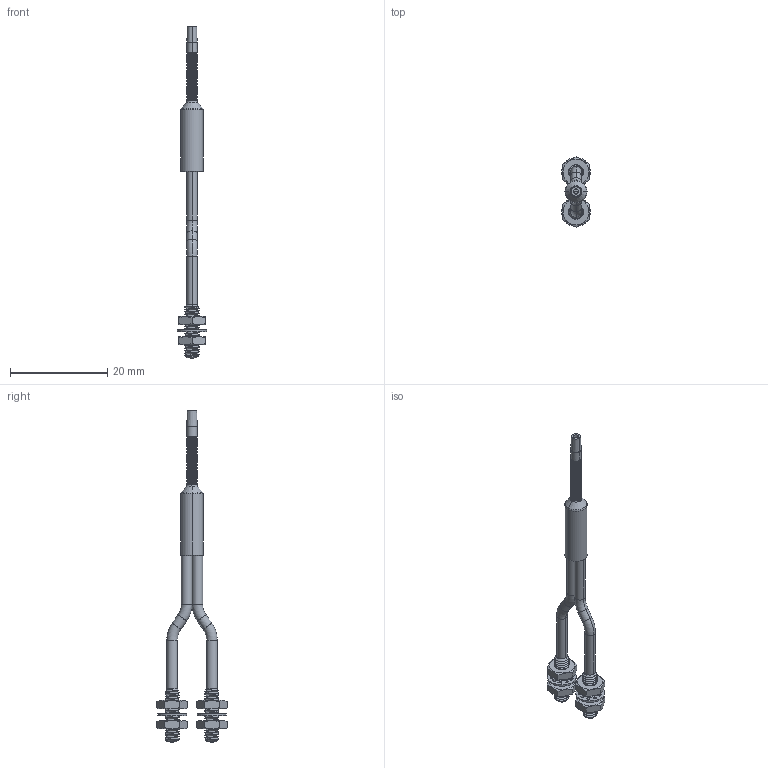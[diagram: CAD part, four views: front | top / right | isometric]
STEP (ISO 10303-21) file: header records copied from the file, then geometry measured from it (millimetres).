
FILE_DESCRIPTION((''),'2;1');
FILE_NAME('193369_ASM','2016-03-02T',('pdmadmin'),(''),'PRO/ENGINEER BY PARAMETRIC TECHNOLOGY CORPORATION, 2013230','PRO/ENGINEER BY PARAMETRIC TECHNOLOGY CORPORATION, 2013230','');
FILE_SCHEMA(('CONFIG_CONTROL_DESIGN'));
Length unit declared in the file: inch
Products named in the file (7): 13460; 10143_CURVED; 112649; 08393_M3_ITLW_NI_PLATE; 08396_M3X0; 65907_ASM; 193369_ASM
Assembly tree (12 placements, depth 3):
  193369_ASM
    65907_ASM
      13460  x2
      10143_CURVED  x2
      112649
      08393_M3_ITLW_NI_PLATE  x2
      08396_M3X0  x4
Bounding box: 5.99 x 14.55 x 68.44 mm (x, y, z)
Volume: 609.9 mm3; surface area: 2011.9 mm2
Topology: 11 solids, 11 shells, 740 faces, 1852 edges, 1134 vertices
Faces by surface type: cylinder 282, cone 250, torus 94, plane 88, bspline 26
Entity records: 20433 total; most frequent: CARTESIAN_POINT 8314, DIRECTION 2776, ORIENTED_EDGE 2434, EDGE_CURVE 1217, AXIS2_PLACEMENT_3D 1175, VERTEX_POINT 742, CIRCLE 674, EDGE_LOOP 495
